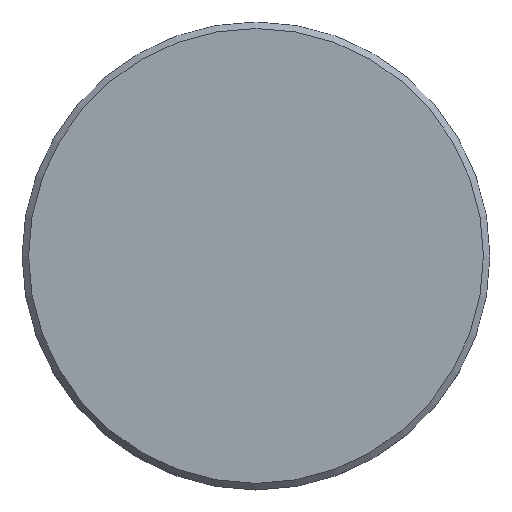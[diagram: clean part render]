
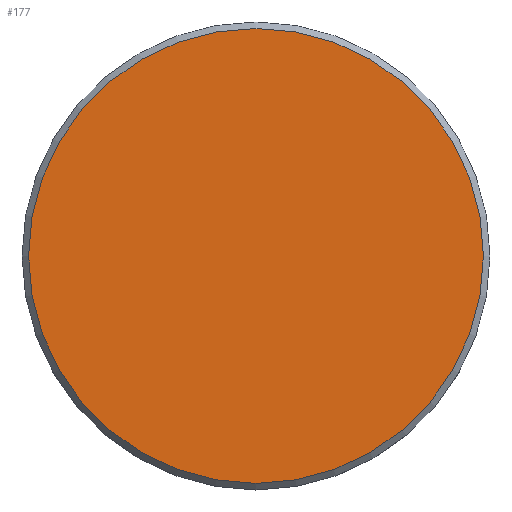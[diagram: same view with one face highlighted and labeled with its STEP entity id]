
A CAD part, top view. The second image highlights one B-rep face of the part: STEP entity #177.
In plain terms, the highlighted planar face has unit normal (0, 0, 1).
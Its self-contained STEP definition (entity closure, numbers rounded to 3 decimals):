
#23=PLANE('',#211);
#35=FACE_OUTER_BOUND('',#47,.T.);
#47=EDGE_LOOP('',(#161));
#78=CIRCLE('',#207,35.);
#92=VERTEX_POINT('',#610);
#113=EDGE_CURVE('',#92,#92,#78,.T.);
#161=ORIENTED_EDGE('',*,*,#113,.F.);
#177=ADVANCED_FACE('',(#35),#23,.T.);
#207=AXIS2_PLACEMENT_3D('',#611,#249,#250);
#211=AXIS2_PLACEMENT_3D('',#619,#259,#260);
#249=DIRECTION('center_axis',(0.,0.,-1.));
#250=DIRECTION('ref_axis',(1.,0.,0.));
#259=DIRECTION('center_axis',(0.,0.,1.));
#260=DIRECTION('ref_axis',(1.,0.,0.));
#610=CARTESIAN_POINT('',(-35.,0.,112.));
#611=CARTESIAN_POINT('Origin',(0.,0.,112.));
#619=CARTESIAN_POINT('Origin',(0.,0.,112.));
